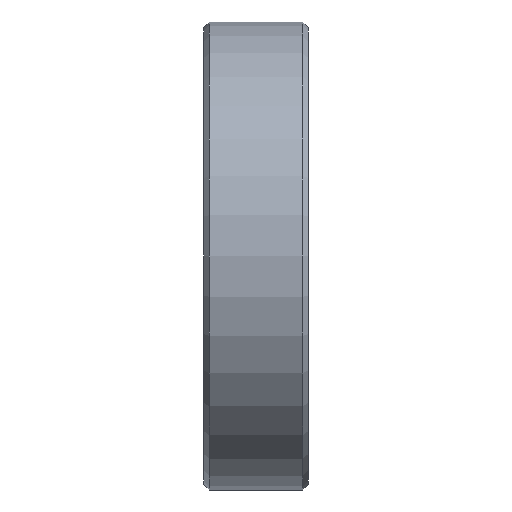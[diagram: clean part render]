
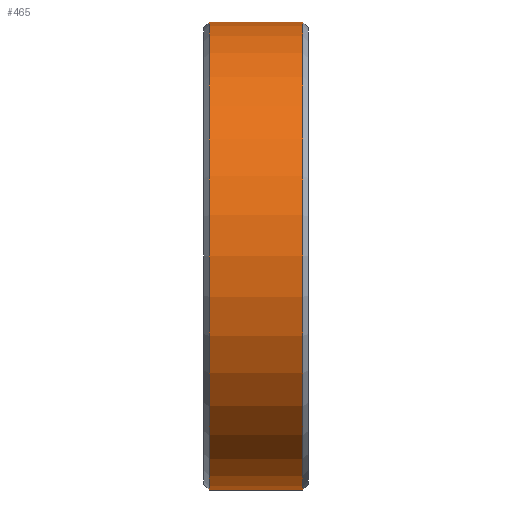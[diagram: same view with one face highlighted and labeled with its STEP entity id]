
A CAD part, left-side view. The second image highlights one B-rep face of the part: STEP entity #465.
In plain terms, the highlighted cylindrical face has radius 17 mm (diameter 34 mm), a partial arc.
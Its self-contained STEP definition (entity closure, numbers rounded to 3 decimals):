
#130 = VERTEX_POINT ( 'NONE', #276 ) ;
#131 = VERTEX_POINT ( 'NONE', #153 ) ;
#134 = VERTEX_POINT ( 'NONE', #1233 ) ;
#135 = VERTEX_POINT ( 'NONE', #1231 ) ;
#153 = CARTESIAN_POINT ( 'NONE',  ( 0., 7.2, -17. ) ) ;
#235 = CIRCLE ( 'NONE', #612, 17. ) ;
#238 = EDGE_LOOP ( 'NONE', ( #1506, #1505, #1057, #1056 ) ) ;
#276 = CARTESIAN_POINT ( 'NONE',  ( 0., 7.2, 17. ) ) ;
#384 = LINE ( 'NONE', #389, #1319 ) ;
#389 = CARTESIAN_POINT ( 'NONE',  ( 0., 53.835, -17. ) ) ;
#390 = DIRECTION ( 'NONE',  ( 0., 1., 0. ) ) ;
#391 = LINE ( 'NONE', #392, #1314 ) ;
#392 = CARTESIAN_POINT ( 'NONE',  ( 0., 53.835, 17. ) ) ;
#393 = DIRECTION ( 'NONE',  ( 0., 1., 0. ) ) ;
#436 = CIRCLE ( 'NONE', #650, 17. ) ;
#465 = ADVANCED_FACE ( 'NONE', ( #1251 ), #1250, .T. ) ;
#576 = EDGE_CURVE ( 'NONE', #134, #131, #384, .T. ) ;
#577 = EDGE_CURVE ( 'NONE', #135, #130, #391, .T. ) ;
#586 = EDGE_CURVE ( 'NONE', #134, #135, #235, .T. ) ;
#587 = EDGE_CURVE ( 'NONE', #130, #131, #436, .T. ) ;
#612 = AXIS2_PLACEMENT_3D ( 'NONE', #855, #856, #857 ) ;
#650 = AXIS2_PLACEMENT_3D ( 'NONE', #858, #859, #860 ) ;
#855 = CARTESIAN_POINT ( 'NONE',  ( 0., 0.4, 0. ) ) ;
#856 = DIRECTION ( 'NONE',  ( 0., 1., 0. ) ) ;
#857 = DIRECTION ( 'NONE',  ( 0., 0., -1. ) ) ;
#858 = CARTESIAN_POINT ( 'NONE',  ( 0., 7.2, 0. ) ) ;
#859 = DIRECTION ( 'NONE',  ( 0., -1., 0. ) ) ;
#860 = DIRECTION ( 'NONE',  ( 0., 0., 1. ) ) ;
#1056 = ORIENTED_EDGE ( 'NONE', *, *, #587, .T. ) ;
#1057 = ORIENTED_EDGE ( 'NONE', *, *, #577, .T. ) ;
#1231 = CARTESIAN_POINT ( 'NONE',  ( 0., 0.4, 17. ) ) ;
#1233 = CARTESIAN_POINT ( 'NONE',  ( 0., 0.4, -17. ) ) ;
#1247 = CARTESIAN_POINT ( 'NONE',  ( 0., 53.835, 0. ) ) ;
#1250 = CYLINDRICAL_SURFACE ( 'NONE', #1512, 17. ) ;
#1251 = FACE_OUTER_BOUND ( 'NONE', #238, .T. ) ;
#1253 = DIRECTION ( 'NONE',  ( 0., 1., 0. ) ) ;
#1254 = DIRECTION ( 'NONE',  ( 0., 0., 1. ) ) ;
#1314 = VECTOR ( 'NONE', #393, 1000. ) ;
#1319 = VECTOR ( 'NONE', #390, 1000. ) ;
#1505 = ORIENTED_EDGE ( 'NONE', *, *, #586, .T. ) ;
#1506 = ORIENTED_EDGE ( 'NONE', *, *, #576, .F. ) ;
#1512 = AXIS2_PLACEMENT_3D ( 'NONE', #1247, #1253, #1254 ) ;
